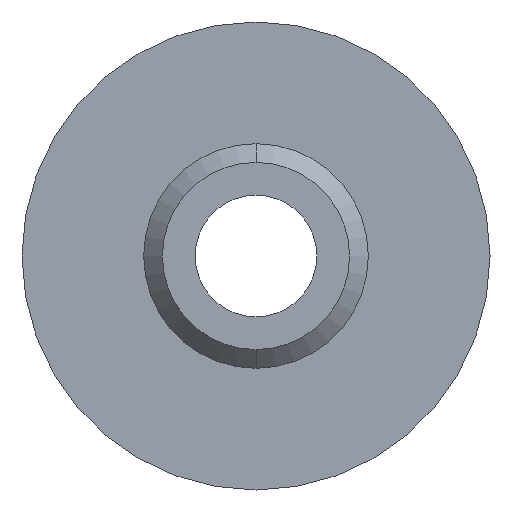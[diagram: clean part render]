
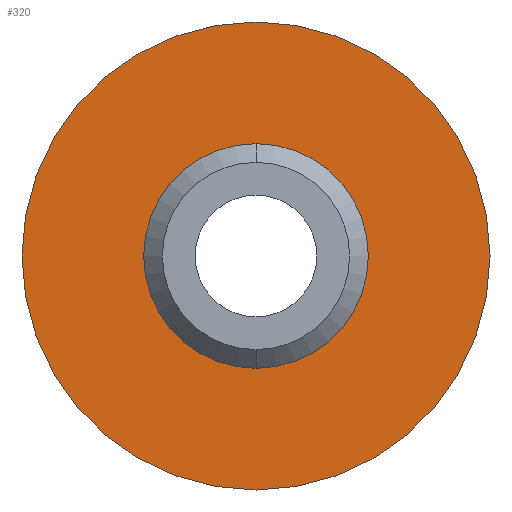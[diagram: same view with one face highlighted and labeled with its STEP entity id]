
A CAD part, front view. The second image highlights one B-rep face of the part: STEP entity #320.
In plain terms, the highlighted planar face has unit normal (0, -1, 0).
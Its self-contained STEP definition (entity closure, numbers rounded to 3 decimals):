
#66 = AXIS2_PLACEMENT_3D ( 'NONE', #283, #682, #626 ) ;
#86 = AXIS2_PLACEMENT_3D ( 'NONE', #292, #369, #425 ) ;
#118 = AXIS2_PLACEMENT_3D ( 'NONE', #489, #436, #306 ) ;
#140 = CARTESIAN_POINT ( 'NONE',  ( 0., 0., 0. ) ) ;
#148 = PLANE ( 'NONE',  #284 ) ;
#175 = VERTEX_POINT ( 'NONE', #502 ) ;
#200 = EDGE_CURVE ( 'NONE', #175, #400, #450, .T. ) ;
#228 = EDGE_CURVE ( 'NONE', #327, #251, #504, .T. ) ;
#229 = ORIENTED_EDGE ( 'NONE', *, *, #766, .F. ) ;
#251 = VERTEX_POINT ( 'NONE', #693 ) ;
#272 = EDGE_LOOP ( 'NONE', ( #637, #455 ) ) ;
#283 = CARTESIAN_POINT ( 'NONE',  ( 0., 0., 0. ) ) ;
#284 = AXIS2_PLACEMENT_3D ( 'NONE', #140, #710, #399 ) ;
#292 = CARTESIAN_POINT ( 'NONE',  ( 0., 0., 0. ) ) ;
#306 = DIRECTION ( 'NONE',  ( 0., 0., -1. ) ) ;
#311 = AXIS2_PLACEMENT_3D ( 'NONE', #526, #463, #721 ) ;
#320 = ADVANCED_FACE ( 'NONE', ( #646, #577 ), #148, .F. ) ;
#327 = VERTEX_POINT ( 'NONE', #332 ) ;
#332 = CARTESIAN_POINT ( 'NONE',  ( 0., 0., 12.5 ) ) ;
#369 = DIRECTION ( 'NONE',  ( 0., 1., 0. ) ) ;
#399 = DIRECTION ( 'NONE',  ( 0., 0., 1. ) ) ;
#400 = VERTEX_POINT ( 'NONE', #737 ) ;
#425 = DIRECTION ( 'NONE',  ( 0., 0., 1. ) ) ;
#436 = DIRECTION ( 'NONE',  ( 0., -1., 0. ) ) ;
#450 = CIRCLE ( 'NONE', #118, 4.75 ) ;
#455 = ORIENTED_EDGE ( 'NONE', *, *, #200, .F. ) ;
#463 = DIRECTION ( 'NONE',  ( 0., -1., 0. ) ) ;
#485 = ORIENTED_EDGE ( 'NONE', *, *, #228, .F. ) ;
#489 = CARTESIAN_POINT ( 'NONE',  ( 0., 0., 0. ) ) ;
#502 = CARTESIAN_POINT ( 'NONE',  ( 0., 0., -4.75 ) ) ;
#504 = CIRCLE ( 'NONE', #66, 12.5 ) ;
#526 = CARTESIAN_POINT ( 'NONE',  ( 0., 0., 0. ) ) ;
#554 = EDGE_CURVE ( 'NONE', #400, #175, #790, .T. ) ;
#577 = FACE_BOUND ( 'NONE', #272, .T. ) ;
#626 = DIRECTION ( 'NONE',  ( 0., 0., 1. ) ) ;
#637 = ORIENTED_EDGE ( 'NONE', *, *, #554, .F. ) ;
#641 = EDGE_LOOP ( 'NONE', ( #229, #485 ) ) ;
#646 = FACE_OUTER_BOUND ( 'NONE', #641, .T. ) ;
#651 = CIRCLE ( 'NONE', #86, 12.5 ) ;
#682 = DIRECTION ( 'NONE',  ( 0., 1., 0. ) ) ;
#693 = CARTESIAN_POINT ( 'NONE',  ( 0., 0., -12.5 ) ) ;
#710 = DIRECTION ( 'NONE',  ( 0., 1., 0. ) ) ;
#721 = DIRECTION ( 'NONE',  ( 0., 0., -1. ) ) ;
#737 = CARTESIAN_POINT ( 'NONE',  ( 0., 0., 4.75 ) ) ;
#766 = EDGE_CURVE ( 'NONE', #251, #327, #651, .T. ) ;
#790 = CIRCLE ( 'NONE', #311, 4.75 ) ;
